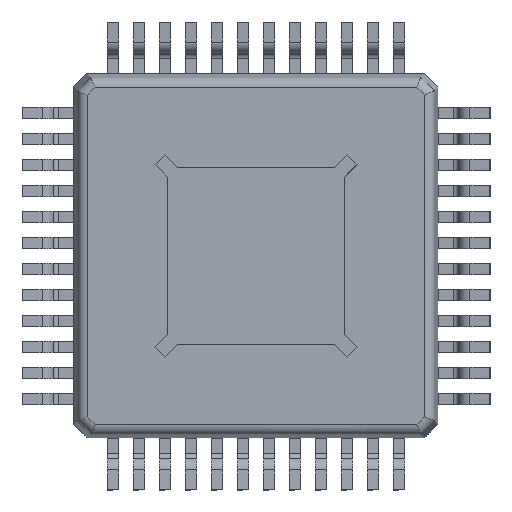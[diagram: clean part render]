
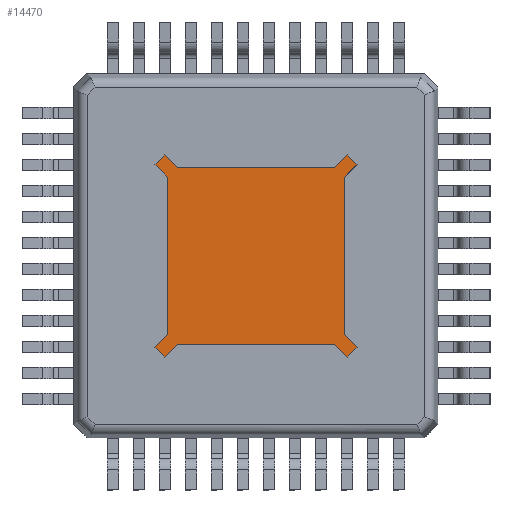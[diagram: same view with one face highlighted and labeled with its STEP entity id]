
A CAD part, front view. The second image highlights one B-rep face of the part: STEP entity #14470.
In plain terms, the highlighted planar face has unit normal (0, -1, 0).
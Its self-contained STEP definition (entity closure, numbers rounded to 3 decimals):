
#204 = VERTEX_POINT ( 'NONE', #7190 ) ;
#634 = DIRECTION ( 'NONE',  ( 0., 1., 0. ) ) ;
#683 = CARTESIAN_POINT ( 'NONE',  ( 1.516, 0.15, 1.693 ) ) ;
#685 = VERTEX_POINT ( 'NONE', #15925 ) ;
#775 = CARTESIAN_POINT ( 'NONE',  ( 1.693, 0.15, -1.516 ) ) ;
#896 = VECTOR ( 'NONE', #15822, 1000. ) ;
#967 = EDGE_CURVE ( 'NONE', #17050, #12755, #12271, .T. ) ;
#1290 = ORIENTED_EDGE ( 'NONE', *, *, #2501, .T. ) ;
#1642 = VECTOR ( 'NONE', #21316, 1000. ) ;
#1868 = CARTESIAN_POINT ( 'NONE',  ( -1.942, 0.15, 1.766 ) ) ;
#1879 = DIRECTION ( 'NONE',  ( 0.707, 0., 0.707 ) ) ;
#1973 = VECTOR ( 'NONE', #21754, 1000. ) ;
#1975 = DIRECTION ( 'NONE',  ( -1., 0., 0. ) ) ;
#2470 = EDGE_CURVE ( 'NONE', #12755, #9338, #2667, .T. ) ;
#2478 = VERTEX_POINT ( 'NONE', #9260 ) ;
#2501 = EDGE_CURVE ( 'NONE', #22050, #8535, #11067, .T. ) ;
#2521 = EDGE_CURVE ( 'NONE', #204, #10504, #10060, .T. ) ;
#2525 = CARTESIAN_POINT ( 'NONE',  ( 1.693, 0.15, -1.692 ) ) ;
#2667 = LINE ( 'NONE', #15110, #16430 ) ;
#2743 = ORIENTED_EDGE ( 'NONE', *, *, #19149, .T. ) ;
#3025 = LINE ( 'NONE', #23351, #4127 ) ;
#3344 = VECTOR ( 'NONE', #23158, 1000. ) ;
#3546 = ORIENTED_EDGE ( 'NONE', *, *, #11076, .T. ) ;
#3696 = CARTESIAN_POINT ( 'NONE',  ( -1.766, 0.15, -1.943 ) ) ;
#4016 = EDGE_CURVE ( 'NONE', #685, #11127, #3025, .T. ) ;
#4026 = ORIENTED_EDGE ( 'NONE', *, *, #9192, .T. ) ;
#4127 = VECTOR ( 'NONE', #12473, 1000. ) ;
#4151 = LINE ( 'NONE', #20539, #18669 ) ;
#4601 = ORIENTED_EDGE ( 'NONE', *, *, #22797, .T. ) ;
#4909 = ORIENTED_EDGE ( 'NONE', *, *, #10866, .T. ) ;
#4952 = ORIENTED_EDGE ( 'NONE', *, *, #967, .T. ) ;
#5446 = CARTESIAN_POINT ( 'NONE',  ( -1.942, 0.15, 1.766 ) ) ;
#5804 = LINE ( 'NONE', #1868, #11783 ) ;
#5863 = CARTESIAN_POINT ( 'NONE',  ( -1.766, 0.15, -1.943 ) ) ;
#5974 = LINE ( 'NONE', #2525, #16569 ) ;
#6161 = VECTOR ( 'NONE', #23518, 1000. ) ;
#6589 = FACE_OUTER_BOUND ( 'NONE', #23626, .T. ) ;
#7108 = ORIENTED_EDGE ( 'NONE', *, *, #13146, .T. ) ;
#7190 = CARTESIAN_POINT ( 'NONE',  ( 1.766, 0.15, -1.943 ) ) ;
#7254 = LINE ( 'NONE', #3696, #12832 ) ;
#8288 = CARTESIAN_POINT ( 'NONE',  ( -1.942, 0.15, -1.766 ) ) ;
#8494 = CARTESIAN_POINT ( 'NONE',  ( 1.942, 0.15, -1.766 ) ) ;
#8535 = VERTEX_POINT ( 'NONE', #20761 ) ;
#8732 = LINE ( 'NONE', #10897, #15422 ) ;
#9035 = DIRECTION ( 'NONE',  ( 0.707, 0., -0.707 ) ) ;
#9056 = LINE ( 'NONE', #16379, #21844 ) ;
#9168 = DIRECTION ( 'NONE',  ( 0.707, 0., -0.707 ) ) ;
#9192 = EDGE_CURVE ( 'NONE', #14625, #2478, #7254, .T. ) ;
#9260 = CARTESIAN_POINT ( 'NONE',  ( -1.516, 0.15, -1.693 ) ) ;
#9338 = VERTEX_POINT ( 'NONE', #9756 ) ;
#9756 = CARTESIAN_POINT ( 'NONE',  ( 1.766, 0.15, 1.943 ) ) ;
#9937 = DIRECTION ( 'NONE',  ( 0., 0., 1. ) ) ;
#10060 = LINE ( 'NONE', #8494, #1642 ) ;
#10108 = CARTESIAN_POINT ( 'NONE',  ( 1.942, 0.15, -1.766 ) ) ;
#10320 = CARTESIAN_POINT ( 'NONE',  ( -1.766, 0.15, 1.943 ) ) ;
#10504 = VERTEX_POINT ( 'NONE', #10108 ) ;
#10632 = CARTESIAN_POINT ( 'NONE',  ( -1.692, 0.15, 1.693 ) ) ;
#10749 = LINE ( 'NONE', #10632, #1973 ) ;
#10866 = EDGE_CURVE ( 'NONE', #11913, #19257, #11303, .T. ) ;
#10897 = CARTESIAN_POINT ( 'NONE',  ( 1.766, 0.15, 1.943 ) ) ;
#11067 = LINE ( 'NONE', #18382, #12654 ) ;
#11076 = EDGE_CURVE ( 'NONE', #8535, #11913, #15845, .T. ) ;
#11127 = VERTEX_POINT ( 'NONE', #8288 ) ;
#11303 = LINE ( 'NONE', #5446, #6161 ) ;
#11783 = VECTOR ( 'NONE', #9035, 1000. ) ;
#11913 = VERTEX_POINT ( 'NONE', #17346 ) ;
#11939 = ORIENTED_EDGE ( 'NONE', *, *, #16933, .T. ) ;
#12106 = PLANE ( 'NONE',  #13374 ) ;
#12238 = ORIENTED_EDGE ( 'NONE', *, *, #22611, .T. ) ;
#12271 = LINE ( 'NONE', #20694, #3344 ) ;
#12473 = DIRECTION ( 'NONE',  ( -0.707, 0., -0.707 ) ) ;
#12654 = VECTOR ( 'NONE', #1975, 1000. ) ;
#12755 = VERTEX_POINT ( 'NONE', #16525 ) ;
#12832 = VECTOR ( 'NONE', #1879, 1000. ) ;
#13100 = ORIENTED_EDGE ( 'NONE', *, *, #4016, .T. ) ;
#13146 = EDGE_CURVE ( 'NONE', #23070, #685, #10749, .T. ) ;
#13231 = DIRECTION ( 'NONE',  ( -0.707, 0., 0.707 ) ) ;
#13262 = EDGE_CURVE ( 'NONE', #11127, #14625, #9056, .T. ) ;
#13287 = DIRECTION ( 'NONE',  ( 1., 0., 0. ) ) ;
#13374 = AXIS2_PLACEMENT_3D ( 'NONE', #20861, #634, #9937 ) ;
#13536 = CARTESIAN_POINT ( 'NONE',  ( 1.516, 0.15, -1.692 ) ) ;
#13707 = CARTESIAN_POINT ( 'NONE',  ( 1.693, 0.15, 1.516 ) ) ;
#14125 = ORIENTED_EDGE ( 'NONE', *, *, #22515, .T. ) ;
#14210 = VECTOR ( 'NONE', #21703, 1000. ) ;
#14259 = DIRECTION ( 'NONE',  ( -0.707, 0., -0.707 ) ) ;
#14470 = ADVANCED_FACE ( 'NONE', ( #6589 ), #12106, .F. ) ;
#14625 = VERTEX_POINT ( 'NONE', #5863 ) ;
#15110 = CARTESIAN_POINT ( 'NONE',  ( 1.943, 0.15, 1.766 ) ) ;
#15422 = VECTOR ( 'NONE', #14259, 1000. ) ;
#15469 = LINE ( 'NONE', #19413, #896 ) ;
#15639 = VERTEX_POINT ( 'NONE', #775 ) ;
#15822 = DIRECTION ( 'NONE',  ( 0., 0., 1. ) ) ;
#15845 = LINE ( 'NONE', #10320, #18031 ) ;
#15925 = CARTESIAN_POINT ( 'NONE',  ( -1.692, 0.15, -1.516 ) ) ;
#16091 = CARTESIAN_POINT ( 'NONE',  ( -1.942, 0.15, 1.766 ) ) ;
#16160 = VERTEX_POINT ( 'NONE', #13536 ) ;
#16379 = CARTESIAN_POINT ( 'NONE',  ( -1.942, 0.15, -1.766 ) ) ;
#16430 = VECTOR ( 'NONE', #20738, 1000. ) ;
#16443 = CARTESIAN_POINT ( 'NONE',  ( 1.766, 0.15, -1.943 ) ) ;
#16525 = CARTESIAN_POINT ( 'NONE',  ( 1.943, 0.15, 1.766 ) ) ;
#16569 = VECTOR ( 'NONE', #13287, 1000. ) ;
#16783 = EDGE_CURVE ( 'NONE', #19257, #23070, #5804, .T. ) ;
#16933 = EDGE_CURVE ( 'NONE', #10504, #15639, #4151, .T. ) ;
#17050 = VERTEX_POINT ( 'NONE', #13707 ) ;
#17075 = ORIENTED_EDGE ( 'NONE', *, *, #13262, .T. ) ;
#17346 = CARTESIAN_POINT ( 'NONE',  ( -1.766, 0.15, 1.943 ) ) ;
#17516 = DIRECTION ( 'NONE',  ( -0.707, 0., 0.707 ) ) ;
#18031 = VECTOR ( 'NONE', #17516, 1000. ) ;
#18382 = CARTESIAN_POINT ( 'NONE',  ( 1.693, 0.15, 1.693 ) ) ;
#18669 = VECTOR ( 'NONE', #13231, 1000. ) ;
#18932 = ORIENTED_EDGE ( 'NONE', *, *, #2521, .T. ) ;
#19031 = ORIENTED_EDGE ( 'NONE', *, *, #16783, .T. ) ;
#19149 = EDGE_CURVE ( 'NONE', #16160, #204, #20045, .T. ) ;
#19257 = VERTEX_POINT ( 'NONE', #16091 ) ;
#19413 = CARTESIAN_POINT ( 'NONE',  ( 1.693, 0.15, 1.693 ) ) ;
#19805 = ORIENTED_EDGE ( 'NONE', *, *, #2470, .T. ) ;
#20045 = LINE ( 'NONE', #16443, #14210 ) ;
#20539 = CARTESIAN_POINT ( 'NONE',  ( 1.942, 0.15, -1.766 ) ) ;
#20694 = CARTESIAN_POINT ( 'NONE',  ( 1.943, 0.15, 1.766 ) ) ;
#20738 = DIRECTION ( 'NONE',  ( -0.707, 0., 0.707 ) ) ;
#20761 = CARTESIAN_POINT ( 'NONE',  ( -1.516, 0.15, 1.693 ) ) ;
#20861 = CARTESIAN_POINT ( 'NONE',  ( 0., 0.15, 0. ) ) ;
#21316 = DIRECTION ( 'NONE',  ( 0.707, 0., 0.707 ) ) ;
#21406 = CARTESIAN_POINT ( 'NONE',  ( -1.692, 0.15, 1.516 ) ) ;
#21703 = DIRECTION ( 'NONE',  ( 0.707, 0., -0.707 ) ) ;
#21754 = DIRECTION ( 'NONE',  ( 0., 0., -1. ) ) ;
#21844 = VECTOR ( 'NONE', #9168, 1000. ) ;
#22050 = VERTEX_POINT ( 'NONE', #683 ) ;
#22515 = EDGE_CURVE ( 'NONE', #15639, #17050, #15469, .T. ) ;
#22611 = EDGE_CURVE ( 'NONE', #9338, #22050, #8732, .T. ) ;
#22797 = EDGE_CURVE ( 'NONE', #2478, #16160, #5974, .T. ) ;
#23070 = VERTEX_POINT ( 'NONE', #21406 ) ;
#23158 = DIRECTION ( 'NONE',  ( 0.707, 0., 0.707 ) ) ;
#23351 = CARTESIAN_POINT ( 'NONE',  ( -1.942, 0.15, -1.766 ) ) ;
#23518 = DIRECTION ( 'NONE',  ( -0.707, 0., -0.707 ) ) ;
#23626 = EDGE_LOOP ( 'NONE', ( #19031, #7108, #13100, #17075, #4026, #4601, #2743, #18932, #11939, #14125, #4952, #19805, #12238, #1290, #3546, #4909 ) ) ;
